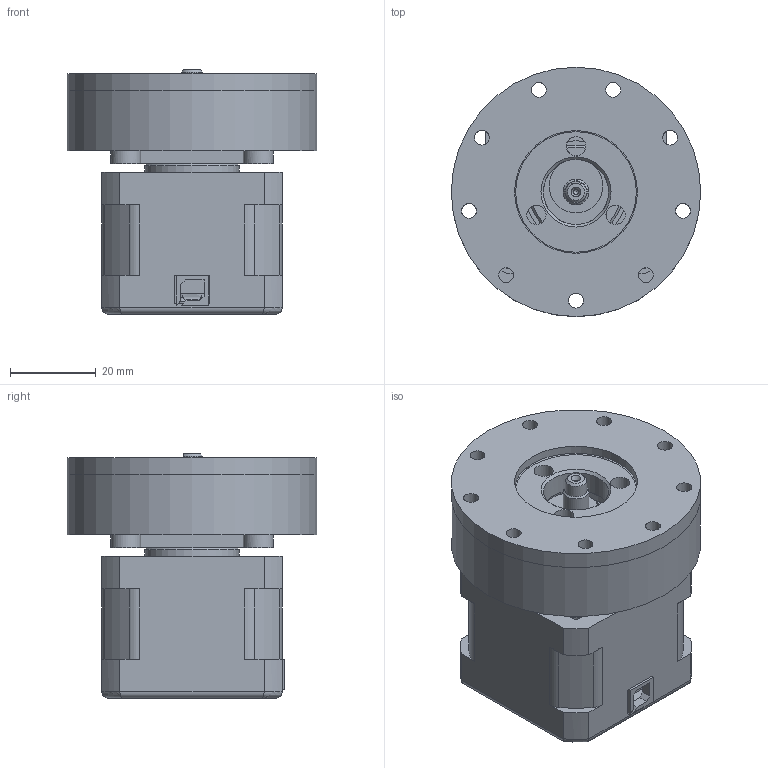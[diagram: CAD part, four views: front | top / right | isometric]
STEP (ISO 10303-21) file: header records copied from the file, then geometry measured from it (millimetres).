
FILE_DESCRIPTION(/* description */ ('STEP AP242','CAx-IF Rec.Pracs.---Representation and Presentation of Product Manufacturing Information (PMI)---4.0---2014-10-13','CAx-IF Rec.Pracs.---3D Tessellated Geometry---0.4---2014-09-14','2;1'),/* implementation_level */ '2;1');
FILE_NAME(/* name */ '6698b2c1e79bf96ea38cdfd3',/* time_stamp */ '2024-07-18T06:14:25Z',/* author */ (''),/* organization */ (''),/* preprocessor_version */ 'ST-DEVELOPER v20',/* originating_system */ ' ',/* authorisation */ ' ');
FILE_SCHEMA (('AP242_MANAGED_MODEL_BASED_3D_ENGINEERING_MIM_LF { 1 0 10303 442 1 1 4 }'));
Length unit declared in the file: metre
Products named in the file (7): Assembly 2; Part 2; Part 4; Part 1; 4118S-XX (1); Part 5; Part 3
Assembly tree (6 placements, depth 2):
  Assembly 2
    Part 2
    Part 4
    Part 1
    4118S-XX (1)
    Part 5
    Part 3
Bounding box: 58.3 x 58.3 x 57.12 mm (x, y, z)
Volume: 85899 mm3; surface area: 40686.5 mm2
Topology: 6 solids, 18 shells, 445 faces, 1124 edges, 737 vertices
Faces by surface type: plane 226, cylinder 168, cone 32, torus 9, sphere 8, bspline 2
Full cylindrical faces by diameter (mm): 1.189 x1, 1.5 x8, 1.524 x8, 2.159 x4, 2.997 x4, 3 x8, 3.2 x4, 3.4 x3, 3.5 x20, 3.8 x4, 4.5 x3, 4.991 x1, 5 x4, 5.3 x1, 5.5 x4, 5.501 x5, 6 x5, 6.258 x5, 12.573 x1, 15.2 x1, 22 x1, 24 x1, 26.01 x1, 27 x1, 28.2 x1, 28.7 x1, 28.702 x1, 45.5 x1, 46.5 x1, 54.3 x1
Entity records: 13465 total; most frequent: CARTESIAN_POINT 3329, DIRECTION 2171, ORIENTED_EDGE 1784, AXIS2_PLACEMENT_3D 899, EDGE_CURVE 892, FACE_BOUND 711, EDGE_LOOP 710, VERTEX_POINT 659
